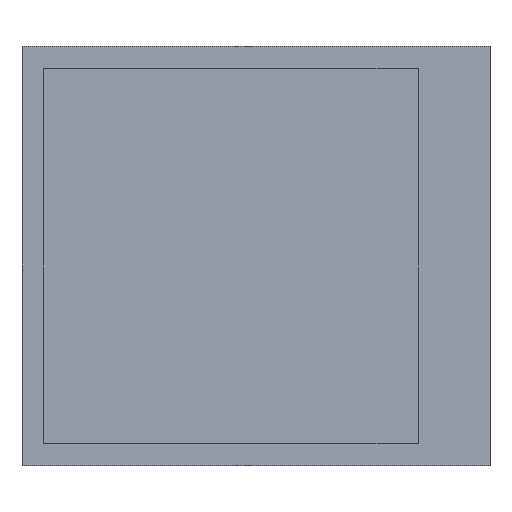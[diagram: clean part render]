
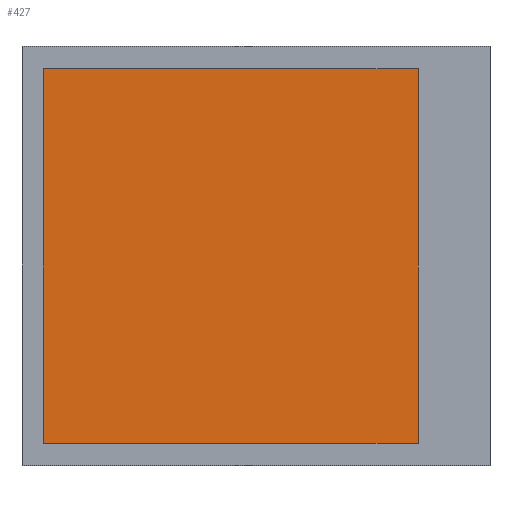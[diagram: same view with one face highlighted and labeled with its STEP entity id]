
A CAD part, top view. The second image highlights one B-rep face of the part: STEP entity #427.
In plain terms, the highlighted planar face has unit normal (0, 0, 1).
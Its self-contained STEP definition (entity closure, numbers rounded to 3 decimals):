
#318 = VERTEX_POINT('',#319);
#319 = CARTESIAN_POINT('',(-13.28,-11.7,1.5));
#325 = EDGE_CURVE('',#326,#318,#328,.T.);
#326 = VERTEX_POINT('',#327);
#327 = CARTESIAN_POINT('',(-13.28,11.7,1.5));
#328 = LINE('',#329,#330);
#329 = CARTESIAN_POINT('',(-13.28,-11.7,1.5));
#330 = VECTOR('',#331,1.);
#331 = DIRECTION('',(0.,-1.,0.));
#356 = EDGE_CURVE('',#357,#326,#359,.T.);
#357 = VERTEX_POINT('',#358);
#358 = CARTESIAN_POINT('',(10.12,11.7,1.5));
#359 = LINE('',#360,#361);
#360 = CARTESIAN_POINT('',(-13.28,11.7,1.5));
#361 = VECTOR('',#362,1.);
#362 = DIRECTION('',(-1.,0.,0.));
#387 = EDGE_CURVE('',#388,#357,#390,.T.);
#388 = VERTEX_POINT('',#389);
#389 = CARTESIAN_POINT('',(10.12,-11.7,1.5));
#390 = LINE('',#391,#392);
#391 = CARTESIAN_POINT('',(10.12,11.7,1.5));
#392 = VECTOR('',#393,1.);
#393 = DIRECTION('',(0.,1.,0.));
#416 = EDGE_CURVE('',#318,#388,#417,.T.);
#417 = LINE('',#418,#419);
#418 = CARTESIAN_POINT('',(10.12,-11.7,1.5));
#419 = VECTOR('',#420,1.);
#420 = DIRECTION('',(1.,0.,0.));
#427 = ADVANCED_FACE('',(#428),#434,.T.);
#428 = FACE_BOUND('',#429,.T.);
#429 = EDGE_LOOP('',(#430,#431,#432,#433));
#430 = ORIENTED_EDGE('',*,*,#416,.T.);
#431 = ORIENTED_EDGE('',*,*,#387,.T.);
#432 = ORIENTED_EDGE('',*,*,#356,.T.);
#433 = ORIENTED_EDGE('',*,*,#325,.T.);
#434 = PLANE('',#435);
#435 = AXIS2_PLACEMENT_3D('',#436,#437,#438);
#436 = CARTESIAN_POINT('',(-1.58,0.,1.5));
#437 = DIRECTION('',(0.,0.,1.));
#438 = DIRECTION('',(1.,0.,0.));
